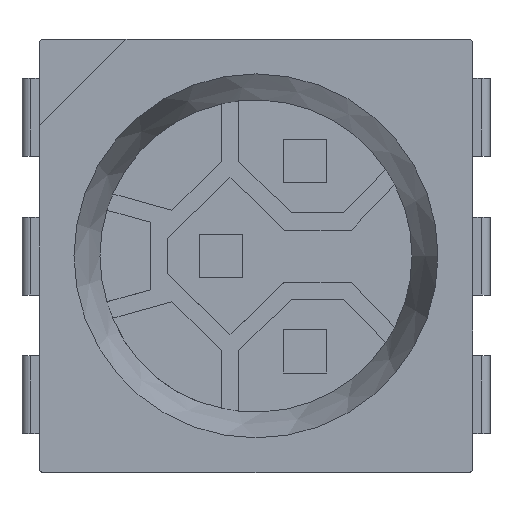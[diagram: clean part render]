
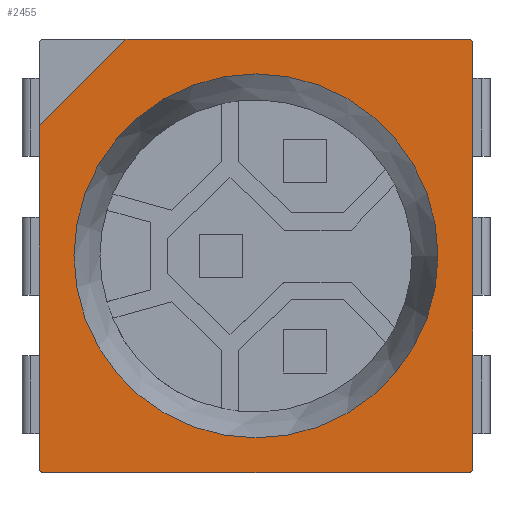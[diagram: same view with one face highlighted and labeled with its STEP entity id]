
A CAD part, top view. The second image highlights one B-rep face of the part: STEP entity #2455.
In plain terms, the highlighted planar face has unit normal (0, 0, 1).
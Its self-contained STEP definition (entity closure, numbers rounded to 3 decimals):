
#23=FACE_BOUND('',#329,.T.);
#36=CIRCLE('',#2596,2.1);
#37=CIRCLE('',#2597,2.1);
#55=CIRCLE('',#2626,0.05);
#58=CIRCLE('',#2633,0.05);
#59=CIRCLE('',#2634,0.05);
#196=FACE_OUTER_BOUND('',#328,.T.);
#328=EDGE_LOOP('',(#1853,#1854,#1855,#1856,#1857,#1858,#1859,#1860));
#329=EDGE_LOOP('',(#1861,#1862));
#514=LINE('',#3716,#787);
#532=LINE('',#3750,#805);
#543=LINE('',#3798,#816);
#544=LINE('',#3803,#817);
#545=LINE('',#3806,#818);
#787=VECTOR('',#3013,10.);
#805=VECTOR('',#3033,10.);
#816=VECTOR('',#3090,10.);
#817=VECTOR('',#3095,10.);
#818=VECTOR('',#3098,10.);
#1025=VERTEX_POINT('',#3692);
#1026=VERTEX_POINT('',#3693);
#1031=VERTEX_POINT('',#3714);
#1032=VERTEX_POINT('',#3715);
#1047=VERTEX_POINT('',#3748);
#1057=VERTEX_POINT('',#3782);
#1058=VERTEX_POINT('',#3783);
#1062=VERTEX_POINT('',#3800);
#1063=VERTEX_POINT('',#3802);
#1064=VERTEX_POINT('',#3804);
#1292=EDGE_CURVE('',#1025,#1026,#36,.T.);
#1293=EDGE_CURVE('',#1026,#1025,#37,.T.);
#1305=EDGE_CURVE('',#1031,#1032,#514,.T.);
#1323=EDGE_CURVE('',#1032,#1047,#532,.T.);
#1339=EDGE_CURVE('',#1057,#1058,#55,.T.);
#1347=EDGE_CURVE('',#1057,#1031,#543,.T.);
#1348=EDGE_CURVE('',#1062,#1047,#58,.T.);
#1349=EDGE_CURVE('',#1062,#1063,#544,.T.);
#1350=EDGE_CURVE('',#1064,#1063,#59,.T.);
#1351=EDGE_CURVE('',#1064,#1058,#545,.T.);
#1853=ORIENTED_EDGE('',*,*,#1305,.T.);
#1854=ORIENTED_EDGE('',*,*,#1323,.T.);
#1855=ORIENTED_EDGE('',*,*,#1348,.F.);
#1856=ORIENTED_EDGE('',*,*,#1349,.T.);
#1857=ORIENTED_EDGE('',*,*,#1350,.F.);
#1858=ORIENTED_EDGE('',*,*,#1351,.T.);
#1859=ORIENTED_EDGE('',*,*,#1339,.F.);
#1860=ORIENTED_EDGE('',*,*,#1347,.T.);
#1861=ORIENTED_EDGE('',*,*,#1292,.T.);
#1862=ORIENTED_EDGE('',*,*,#1293,.T.);
#2249=PLANE('',#2632);
#2455=ADVANCED_FACE('',(#196,#23),#2249,.T.);
#2596=AXIS2_PLACEMENT_3D('',#3694,#2985,#2986);
#2597=AXIS2_PLACEMENT_3D('',#3695,#2987,#2988);
#2626=AXIS2_PLACEMENT_3D('',#3784,#3073,#3074);
#2632=AXIS2_PLACEMENT_3D('',#3799,#3091,#3092);
#2633=AXIS2_PLACEMENT_3D('',#3801,#3093,#3094);
#2634=AXIS2_PLACEMENT_3D('',#3805,#3096,#3097);
#2985=DIRECTION('center_axis',(0.,0.,-1.));
#2986=DIRECTION('ref_axis',(-1.,0.,0.));
#2987=DIRECTION('center_axis',(0.,0.,-1.));
#2988=DIRECTION('ref_axis',(-1.,0.,0.));
#3013=DIRECTION('',(-0.707,-0.707,0.));
#3033=DIRECTION('',(0.,-1.,0.));
#3073=DIRECTION('center_axis',(0.,0.,-1.));
#3074=DIRECTION('ref_axis',(0.707,0.707,0.));
#3090=DIRECTION('',(-1.,0.,0.));
#3091=DIRECTION('center_axis',(0.,0.,1.));
#3092=DIRECTION('ref_axis',(1.,0.,0.));
#3093=DIRECTION('center_axis',(0.,0.,-1.));
#3094=DIRECTION('ref_axis',(-0.707,-0.707,0.));
#3095=DIRECTION('',(1.,0.,0.));
#3096=DIRECTION('center_axis',(0.,0.,-1.));
#3097=DIRECTION('ref_axis',(0.707,-0.707,0.));
#3098=DIRECTION('',(0.,1.,0.));
#3692=CARTESIAN_POINT('',(0.1,-1.6,1.62));
#3693=CARTESIAN_POINT('',(4.3,-1.6,1.62));
#3694=CARTESIAN_POINT('Origin',(2.2,-1.6,1.62));
#3695=CARTESIAN_POINT('Origin',(2.2,-1.6,1.62));
#3714=CARTESIAN_POINT('',(0.7,0.9,1.62));
#3715=CARTESIAN_POINT('',(-0.3,-0.1,1.62));
#3716=CARTESIAN_POINT('',(0.45,0.65,1.62));
#3748=CARTESIAN_POINT('',(-0.3,-4.05,1.62));
#3750=CARTESIAN_POINT('',(-0.3,-4.1,1.62));
#3782=CARTESIAN_POINT('',(4.65,0.9,1.62));
#3783=CARTESIAN_POINT('',(4.7,0.85,1.62));
#3784=CARTESIAN_POINT('Origin',(4.65,0.85,1.62));
#3798=CARTESIAN_POINT('',(-0.3,0.9,1.62));
#3799=CARTESIAN_POINT('Origin',(2.2,-1.6,1.62));
#3800=CARTESIAN_POINT('',(-0.25,-4.1,1.62));
#3801=CARTESIAN_POINT('Origin',(-0.25,-4.05,1.62));
#3802=CARTESIAN_POINT('',(4.65,-4.1,1.62));
#3803=CARTESIAN_POINT('',(4.7,-4.1,1.62));
#3804=CARTESIAN_POINT('',(4.7,-4.05,1.62));
#3805=CARTESIAN_POINT('Origin',(4.65,-4.05,1.62));
#3806=CARTESIAN_POINT('',(4.7,0.9,1.62));
